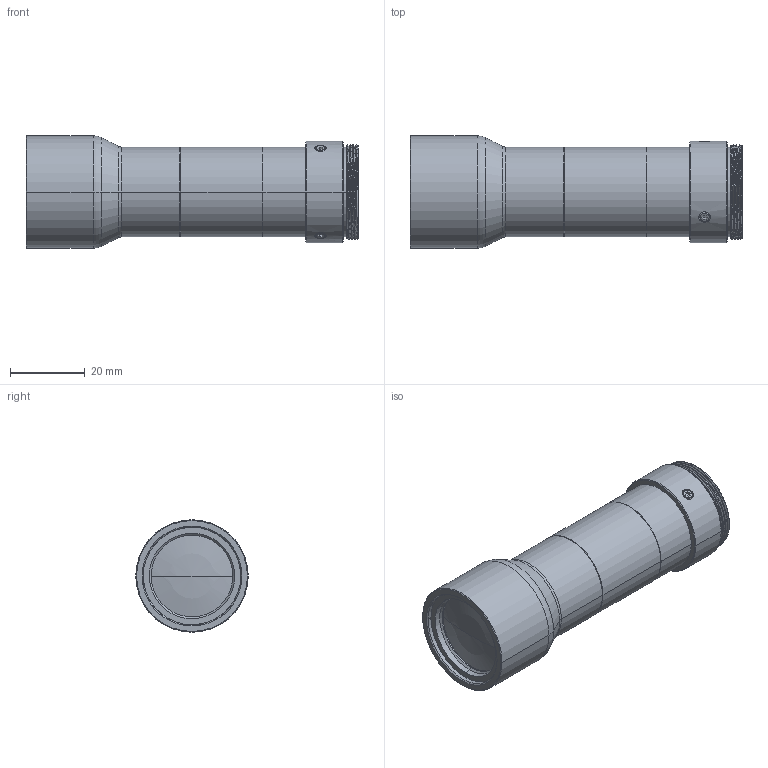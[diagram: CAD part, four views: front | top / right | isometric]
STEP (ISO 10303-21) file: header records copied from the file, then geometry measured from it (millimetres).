
FILE_DESCRIPTION(('FreeCAD Model'),'2;1');
FILE_NAME('Open CASCADE Shape Model','2025-01-22T11:38:07',(''),(''), 'Open CASCADE STEP processor 7.8','FreeCAD','Unknown');
FILE_SCHEMA(('AUTOMOTIVE_DESIGN { 1 0 10303 214 1 1 1 1 }'));
Length unit declared in the file: millimetre
Products named in the file (16): VA-LCM-TC-0-0.75X-WD65-015; 202B_ASM; 502B; 201_ASM; 501; 301; 302002; 302; 302001; 204_ASM; 503; 514; 306A; 515; 504; JD30303011
Assembly tree (17 placements, depth 4):
  VA-LCM-TC-0-0.75X-WD65-015
    202B_ASM
      502B
    201_ASM
      501
      301
      302002
        302
        302001
    204_ASM
      503
      514
      306A
      515
    504
    JD30303011  x3
Bounding box: 88.62 x 30 x 30 mm (x, y, z)
Volume: 24782 mm3; surface area: 22293.5 mm2
Topology: 13 solids, 13 shells, 378 faces, 788 edges, 466 vertices
Faces by surface type: cone 136, cylinder 136, plane 80, bspline 14, sphere 8, torus 4
Entity records: 11831 total; most frequent: CARTESIAN_POINT 3863, DIRECTION 1744, ORIENTED_EDGE 1432, AXIS2_PLACEMENT_3D 728, EDGE_CURVE 716, VERTEX_POINT 426, FACE_BOUND 406, EDGE_LOOP 406
